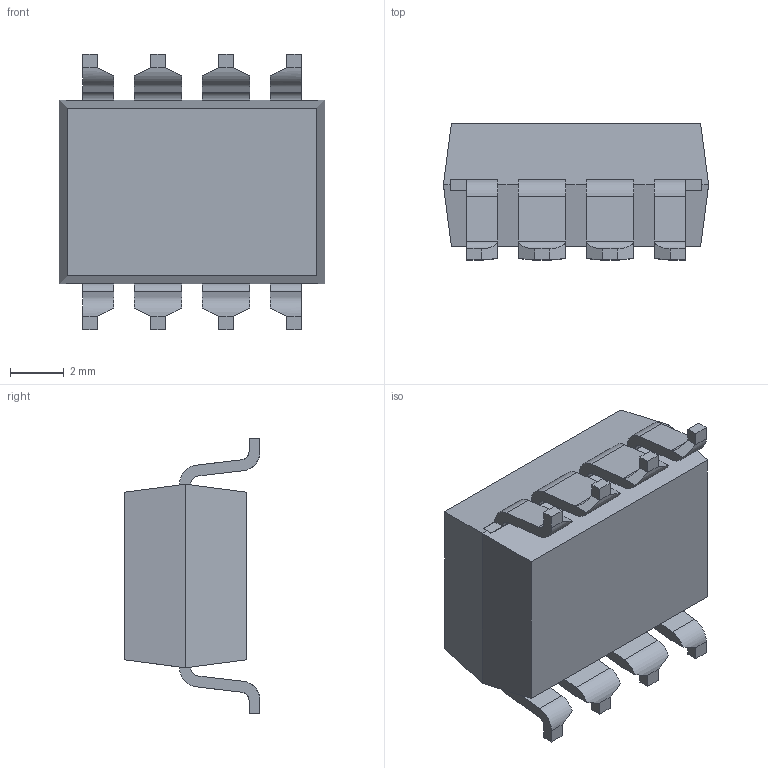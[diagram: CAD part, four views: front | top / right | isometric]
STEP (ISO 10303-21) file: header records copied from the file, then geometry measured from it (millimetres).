
FILE_DESCRIPTION (( 'STEP AP214' ), '1' );
FILE_NAME ('PDDEFAU05161623595024.step', '2006-05-16T20:24:00', ( 'sysadmin' ), ( 'SolidWorks' ), 'SwSTEP 2.0', 'SolidWorks 2006079', '' );
FILE_SCHEMA (( 'AUTOMOTIVE_DESIGN' ));
Length unit declared in the file: millimetre
Products named in the file (1): PDDEFAU05161623595024
Bounding box: 9.91 x 5.08 x 10.3 mm (x, y, z)
Volume: 304.2 mm3; surface area: 367.1 mm2
Topology: 1 solids, 1 shells, 157 faces, 434 edges, 280 vertices
Faces by surface type: plane 123, cylinder 34
Entity records: 6649 total; most frequent: CARTESIAN_POINT 944, ORIENTED_EDGE 868, DIRECTION 794, EDGE_CURVE 434, LINE 342, VECTOR 342, VERTEX_POINT 280, AXIS2_PLACEMENT_3D 226
